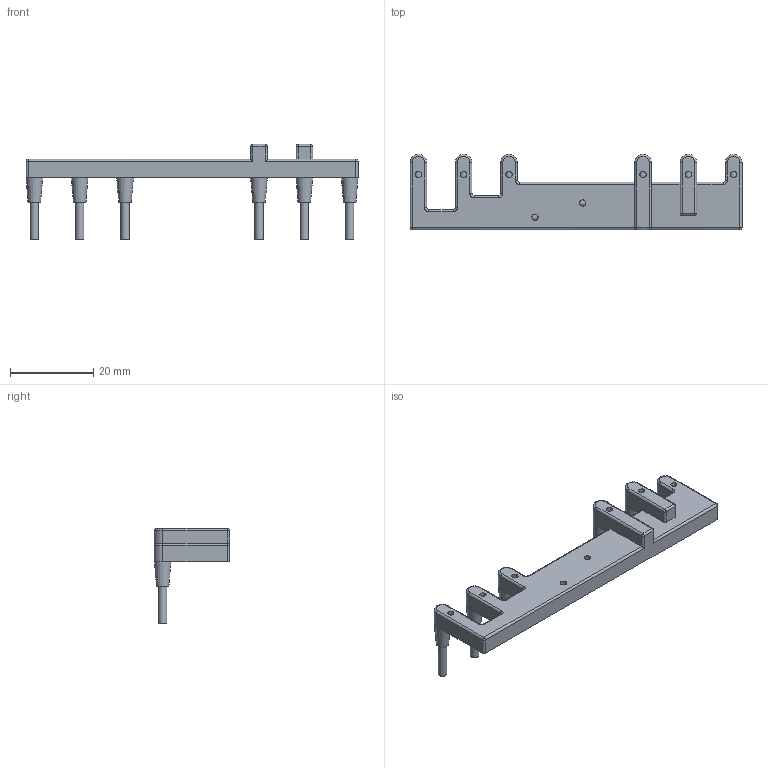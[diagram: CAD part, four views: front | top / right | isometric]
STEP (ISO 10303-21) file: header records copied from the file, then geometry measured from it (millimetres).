
FILE_DESCRIPTION((''),'2;1');
FILE_NAME('12C90084G01 - 300-RWS25 R1.stp','2015-05-26T11:06:31',('rshanor'),(''),'Autodesk Inventor 2013','Autodesk Inventor 2013','');
FILE_SCHEMA(('AUTOMOTIVE_DESIGN { 1 2 10303 214 0 1 1 1 }'));
Length unit declared in the file: inch
Products named in the file (1): 12C90084G01
Bounding box: 79.8 x 18.1 x 22.9 mm (x, y, z)
Volume: 4982.8 mm3; surface area: 4356.3 mm2
Topology: 1 solids, 1 shells, 150 faces, 331 edges, 200 vertices
Faces by surface type: cylinder 83, plane 43, torus 12, sphere 6, cone 6
Full cylindrical faces by diameter (mm): 1.5 x16, 2 x6, 4 x2
Entity records: 4645 total; most frequent: CARTESIAN_POINT 1282, DIRECTION 711, ORIENTED_EDGE 570, AXIS2_PLACEMENT_3D 291, EDGE_CURVE 285, EDGE_LOOP 203, VERTEX_POINT 190, STYLED_ITEM 151
